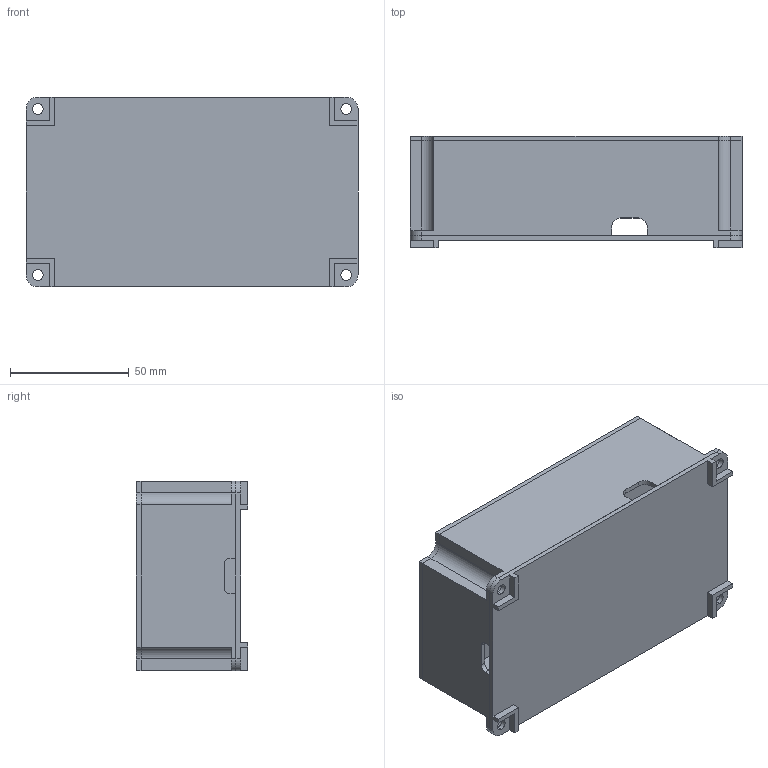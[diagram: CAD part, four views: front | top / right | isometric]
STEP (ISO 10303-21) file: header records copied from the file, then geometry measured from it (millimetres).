
FILE_DESCRIPTION (( 'STEP AP214' ), '1' );
FILE_NAME ('ProjectBox814.STEP', '2020-12-11T01:50:50', ( '' ), ( '' ), 'SwSTEP 2.0', 'SolidWorks 2020', '' );
FILE_SCHEMA (( 'AUTOMOTIVE_DESIGN' ));
Length unit declared in the file: millimetre
Products named in the file (4): ProjectBox814; ProjectBoxTop; ProjectBoxBottom; ProjectBoxWall
Assembly tree (3 placements, depth 2):
  ProjectBox814
    ProjectBoxBottom
    ProjectBoxTop
    ProjectBoxWall
Bounding box: 140 x 47 x 80 mm (x, y, z)
Volume: 78977.2 mm3; surface area: 82081.2 mm2
Topology: 3 solids, 3 shells, 127 faces, 366 edges, 244 vertices
Faces by surface type: plane 85, cylinder 42
Entity records: 4354 total; most frequent: CARTESIAN_POINT 743, ORIENTED_EDGE 732, DIRECTION 716, EDGE_CURVE 366, VECTOR 282, LINE 282, VERTEX_POINT 244, AXIS2_PLACEMENT_3D 217
